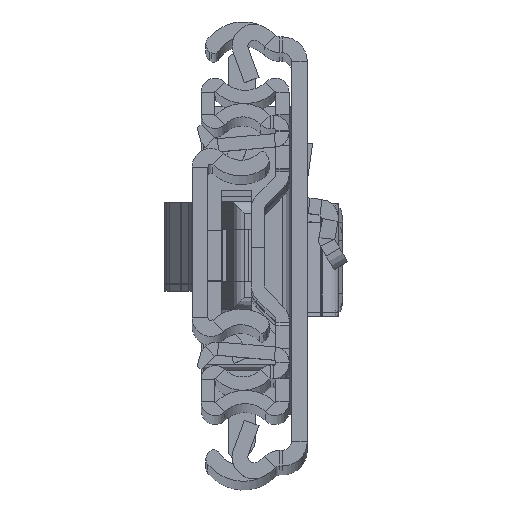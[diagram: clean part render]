
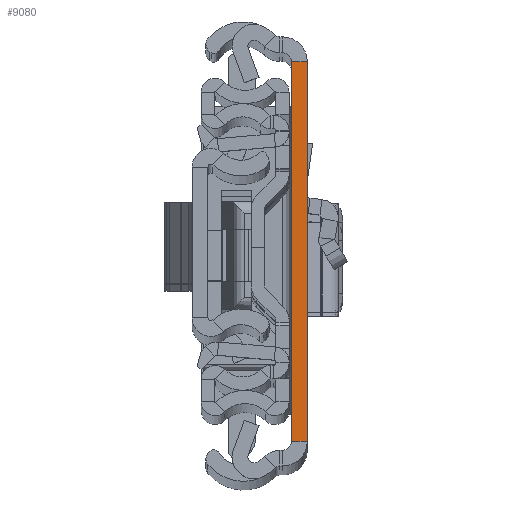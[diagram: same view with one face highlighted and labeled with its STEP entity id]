
A CAD part, top view. The second image highlights one B-rep face of the part: STEP entity #9080.
In plain terms, the highlighted planar face has unit normal (0, 0, 1).
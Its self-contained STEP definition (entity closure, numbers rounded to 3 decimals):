
#133 = CARTESIAN_POINT ( 'NONE',  ( 0., -31.5, 0. ) ) ;
#1303 = VECTOR ( 'NONE', #4130, 1000. ) ;
#1462 = LINE ( 'NONE', #17700, #1303 ) ;
#1925 = EDGE_LOOP ( 'NONE', ( #19116, #8521, #3998, #9296 ) ) ;
#2073 = VERTEX_POINT ( 'NONE', #12487 ) ;
#2477 = VECTOR ( 'NONE', #13438, 1000. ) ;
#2544 = LINE ( 'NONE', #8764, #18478 ) ;
#2727 = CARTESIAN_POINT ( 'NONE',  ( 2.6, 31.5, 0. ) ) ;
#2850 = EDGE_CURVE ( 'NONE', #10770, #6402, #2544, .T. ) ;
#3604 = DIRECTION ( 'NONE',  ( 0., 0., -1. ) ) ;
#3998 = ORIENTED_EDGE ( 'NONE', *, *, #2850, .T. ) ;
#4130 = DIRECTION ( 'NONE',  ( 0., 1., 0. ) ) ;
#4444 = EDGE_CURVE ( 'NONE', #2073, #18049, #10663, .T. ) ;
#6396 = EDGE_CURVE ( 'NONE', #6402, #18049, #9693, .T. ) ;
#6402 = VERTEX_POINT ( 'NONE', #14589 ) ;
#6456 = DIRECTION ( 'NONE',  ( 0., 1., 0. ) ) ;
#8521 = ORIENTED_EDGE ( 'NONE', *, *, #12414, .F. ) ;
#8764 = CARTESIAN_POINT ( 'NONE',  ( 2.6, -31.5, 0. ) ) ;
#9080 = ADVANCED_FACE ( 'NONE', ( #17063 ), #12684, .F. ) ;
#9296 = ORIENTED_EDGE ( 'NONE', *, *, #6396, .T. ) ;
#9693 = LINE ( 'NONE', #17228, #11699 ) ;
#10253 = DIRECTION ( 'NONE',  ( 1., 0., 0. ) ) ;
#10663 = LINE ( 'NONE', #14922, #2477 ) ;
#10770 = VERTEX_POINT ( 'NONE', #133 ) ;
#11088 = AXIS2_PLACEMENT_3D ( 'NONE', #14181, #3604, #6456 ) ;
#11699 = VECTOR ( 'NONE', #13104, 1000. ) ;
#12414 = EDGE_CURVE ( 'NONE', #10770, #2073, #1462, .T. ) ;
#12487 = CARTESIAN_POINT ( 'NONE',  ( 0., 31.5, 0. ) ) ;
#12684 = PLANE ( 'NONE',  #11088 ) ;
#13104 = DIRECTION ( 'NONE',  ( 0., 1., 0. ) ) ;
#13438 = DIRECTION ( 'NONE',  ( 1., 0., 0. ) ) ;
#14181 = CARTESIAN_POINT ( 'NONE',  ( 2.6, -31.5, 0. ) ) ;
#14589 = CARTESIAN_POINT ( 'NONE',  ( 2.6, -31.5, 0. ) ) ;
#14922 = CARTESIAN_POINT ( 'NONE',  ( 2.6, 31.5, 0. ) ) ;
#17063 = FACE_OUTER_BOUND ( 'NONE', #1925, .T. ) ;
#17228 = CARTESIAN_POINT ( 'NONE',  ( 2.6, -31.5, 0. ) ) ;
#17700 = CARTESIAN_POINT ( 'NONE',  ( 0., -31.5, 0. ) ) ;
#18049 = VERTEX_POINT ( 'NONE', #2727 ) ;
#18478 = VECTOR ( 'NONE', #10253, 1000. ) ;
#19116 = ORIENTED_EDGE ( 'NONE', *, *, #4444, .F. ) ;
